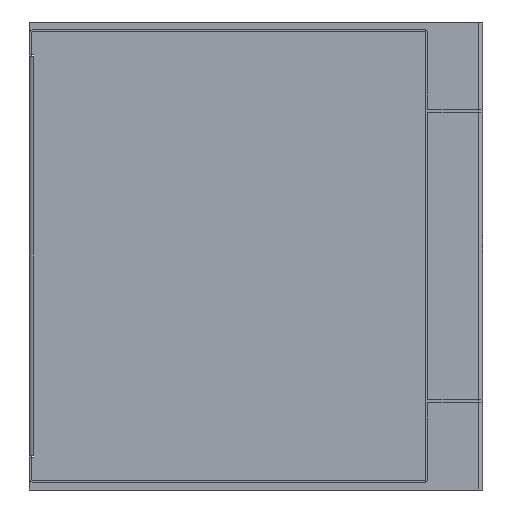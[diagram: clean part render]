
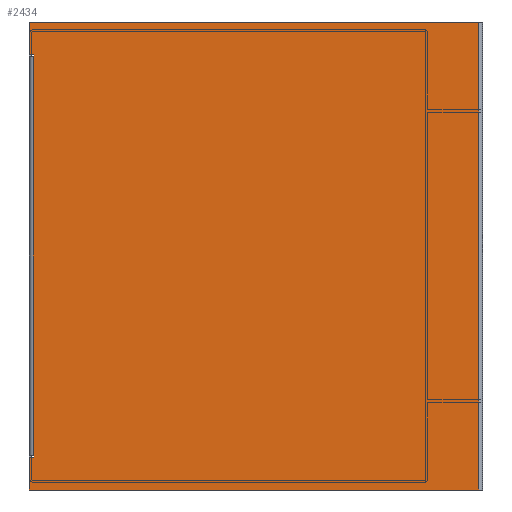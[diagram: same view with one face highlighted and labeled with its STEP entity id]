
A CAD part, left-side view. The second image highlights one B-rep face of the part: STEP entity #2434.
In plain terms, the highlighted planar face has unit normal (-1, 0, 0).
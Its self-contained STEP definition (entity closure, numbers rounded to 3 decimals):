
#84=PLANE('',#2651);
#202=LINE('',#3630,#462);
#208=LINE('',#3641,#468);
#302=LINE('',#3887,#562);
#307=LINE('',#3901,#567);
#327=LINE('',#3957,#587);
#341=LINE('',#3989,#601);
#343=LINE('',#3993,#603);
#344=LINE('',#3995,#604);
#346=LINE('',#3999,#606);
#347=LINE('',#4001,#607);
#348=LINE('',#4005,#608);
#349=LINE('',#4006,#609);
#462=VECTOR('',#2911,1000.);
#468=VECTOR('',#2917,1000.);
#562=VECTOR('',#3175,1000.);
#567=VECTOR('',#3186,1000.);
#587=VECTOR('',#3244,1000.);
#601=VECTOR('',#3274,1000.);
#603=VECTOR('',#3278,1000.);
#604=VECTOR('',#3281,1000.);
#606=VECTOR('',#3285,1000.);
#607=VECTOR('',#3288,1000.);
#608=VECTOR('',#3295,1000.);
#609=VECTOR('',#3296,1000.);
#1216=ORIENTED_EDGE('',*,*,#1639,.F.);
#1217=ORIENTED_EDGE('',*,*,#1588,.T.);
#1218=ORIENTED_EDGE('',*,*,#1633,.F.);
#1219=ORIENTED_EDGE('',*,*,#1635,.F.);
#1220=ORIENTED_EDGE('',*,*,#1448,.F.);
#1221=ORIENTED_EDGE('',*,*,#1640,.F.);
#1222=ORIENTED_EDGE('',*,*,#1616,.F.);
#1223=ORIENTED_EDGE('',*,*,#1641,.T.);
#1224=ORIENTED_EDGE('',*,*,#1454,.F.);
#1225=ORIENTED_EDGE('',*,*,#1638,.T.);
#1226=ORIENTED_EDGE('',*,*,#1636,.T.);
#1227=ORIENTED_EDGE('',*,*,#1581,.F.);
#1448=EDGE_CURVE('',#1771,#1772,#202,.T.);
#1454=EDGE_CURVE('',#1776,#1777,#208,.T.);
#1581=EDGE_CURVE('',#1846,#1847,#302,.T.);
#1588=EDGE_CURVE('',#1853,#1852,#307,.T.);
#1616=EDGE_CURVE('',#1868,#1870,#327,.T.);
#1633=EDGE_CURVE('',#1880,#1852,#341,.T.);
#1635=EDGE_CURVE('',#1772,#1880,#343,.T.);
#1636=EDGE_CURVE('',#1881,#1847,#344,.T.);
#1638=EDGE_CURVE('',#1776,#1881,#346,.T.);
#1639=EDGE_CURVE('',#1853,#1846,#347,.T.);
#1640=EDGE_CURVE('',#1870,#1771,#348,.T.);
#1641=EDGE_CURVE('',#1868,#1777,#349,.T.);
#1771=VERTEX_POINT('',#3629);
#1772=VERTEX_POINT('',#3631);
#1776=VERTEX_POINT('',#3640);
#1777=VERTEX_POINT('',#3642);
#1846=VERTEX_POINT('',#3886);
#1847=VERTEX_POINT('',#3888);
#1852=VERTEX_POINT('',#3900);
#1853=VERTEX_POINT('',#3902);
#1868=VERTEX_POINT('',#3955);
#1870=VERTEX_POINT('',#3958);
#1880=VERTEX_POINT('',#3990);
#1881=VERTEX_POINT('',#3996);
#2112=EDGE_LOOP('',(#1216,#1217,#1218,#1219,#1220,#1221,#1222,#1223,#1224,
#1225,#1226,#1227));
#2274=FACE_BOUND('',#2112,.T.);
#2434=ADVANCED_FACE('',(#2274),#84,.F.);
#2651=AXIS2_PLACEMENT_3D('',#4004,#3293,#3294);
#2911=DIRECTION('',(0.,0.,1.));
#2917=DIRECTION('',(0.,0.,1.));
#3175=DIRECTION('',(0.,-1.,0.));
#3186=DIRECTION('',(0.,-1.,0.));
#3244=DIRECTION('',(0.,0.,-1.));
#3274=DIRECTION('',(0.,0.,1.));
#3278=DIRECTION('',(0.,-1.,0.));
#3281=DIRECTION('',(0.,0.,-1.));
#3285=DIRECTION('',(0.,-1.,0.));
#3288=DIRECTION('',(0.,0.,1.));
#3293=DIRECTION('',(1.,0.,0.));
#3294=DIRECTION('',(0.,1.,0.));
#3295=DIRECTION('',(0.,1.,0.));
#3296=DIRECTION('',(0.,1.,0.));
#3629=CARTESIAN_POINT('',(-2466.775,1492.089,-480.827));
#3630=CARTESIAN_POINT('',(-2466.775,1492.089,-480.827));
#3631=CARTESIAN_POINT('',(-2466.775,1492.089,-447.827));
#3640=CARTESIAN_POINT('',(-2466.775,1492.089,-43.827));
#3641=CARTESIAN_POINT('',(-2466.775,1492.089,-43.827));
#3642=CARTESIAN_POINT('',(-2466.775,1492.089,-10.827));
#3886=CARTESIAN_POINT('',(-2466.775,1488.089,-45.827));
#3887=CARTESIAN_POINT('',(-2466.775,1488.089,-45.827));
#3888=CARTESIAN_POINT('',(-2466.775,1487.589,-45.827));
#3900=CARTESIAN_POINT('',(-2466.775,1487.589,-445.827));
#3901=CARTESIAN_POINT('',(-2466.775,1488.089,-445.827));
#3902=CARTESIAN_POINT('',(-2466.775,1488.089,-445.827));
#3955=CARTESIAN_POINT('',(-2466.775,1041.089,-10.827));
#3957=CARTESIAN_POINT('',(-2466.775,1041.089,-10.827));
#3958=CARTESIAN_POINT('',(-2466.775,1041.089,-480.827));
#3989=CARTESIAN_POINT('',(-2466.775,1487.589,-447.827));
#3990=CARTESIAN_POINT('',(-2466.775,1487.589,-447.827));
#3993=CARTESIAN_POINT('',(-2466.775,1492.089,-447.827));
#3995=CARTESIAN_POINT('',(-2466.775,1487.589,-43.827));
#3996=CARTESIAN_POINT('',(-2466.775,1487.589,-43.827));
#3999=CARTESIAN_POINT('',(-2466.775,1492.089,-43.827));
#4001=CARTESIAN_POINT('',(-2466.775,1488.089,-445.827));
#4004=CARTESIAN_POINT('',(-2466.775,1037.089,-480.827));
#4005=CARTESIAN_POINT('',(-2466.775,1041.089,-480.827));
#4006=CARTESIAN_POINT('',(-2466.775,1041.089,-10.827));
